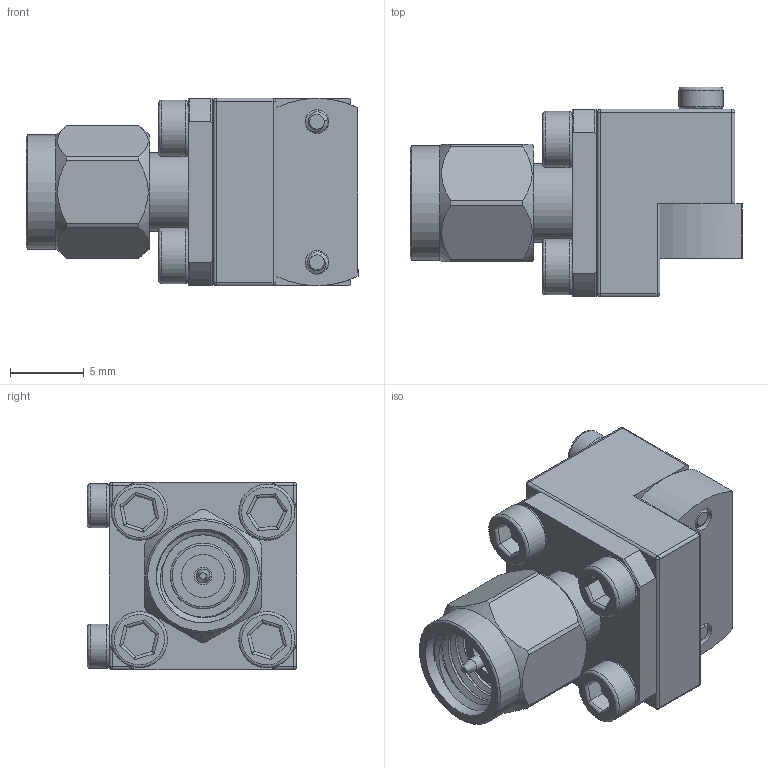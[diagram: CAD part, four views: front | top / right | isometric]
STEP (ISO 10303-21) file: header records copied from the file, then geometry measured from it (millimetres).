
FILE_DESCRIPTION (( 'STEP AP203' ), '1' );
FILE_NAME ('PE45509 ¦ FMCN1514.step', '2019-11-01T14:53:11', ( '' ), ( '' ), 'SwSTEP 2.0', 'SolidWorks 2018', '' );
FILE_SCHEMA (( 'CONFIG_CONTROL_DESIGN' ));
Length unit declared in the file: inch
Products named in the file (1): PE45509 ｦ FMCN1514
Bounding box: 22.5 x 14.2 x 12.7 mm (x, y, z)
Volume: 1828.4 mm3; surface area: 2455.5 mm2
Topology: 1 solids, 3 shells, 369 faces, 976 edges, 636 vertices
Faces by surface type: cylinder 188, plane 114, bspline 40, cone 27
Full cylindrical faces by diameter (mm): 0.94 x1, 1.194 x1, 1.6 x38, 1.65 x2, 1.93 x43, 2 x4, 2.6 x4, 2.92 x1, 3 x2, 3.8 x4, 4.445 x1, 4.8 x1, 5.334 x1, 6.35 x6, 7.762 x1
Entity records: 21621 total; most frequent: CARTESIAN_POINT 15728, ORIENTED_EDGE 1272, DIRECTION 1010, EDGE_CURVE 636, VERTEX_POINT 443, AXIS2_PLACEMENT_3D 371, EDGE_LOOP 371, FACE_OUTER_BOUND 326
